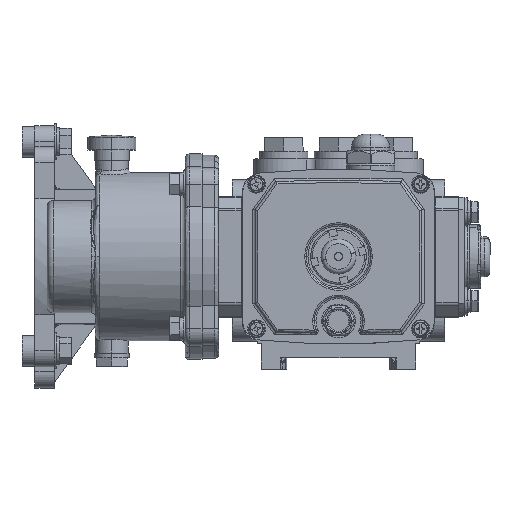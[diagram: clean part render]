
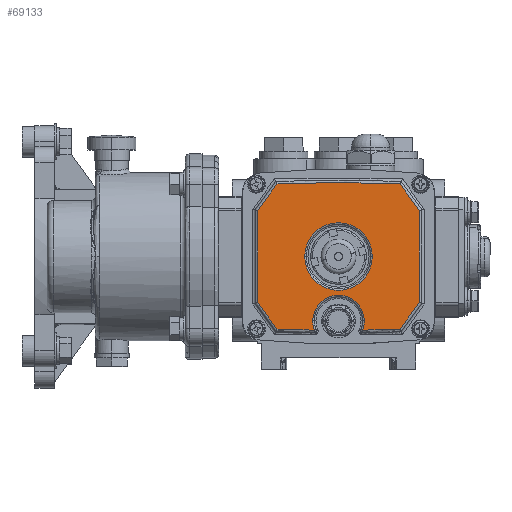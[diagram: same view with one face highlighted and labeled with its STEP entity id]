
A CAD part, top view. The second image highlights one B-rep face of the part: STEP entity #69133.
In plain terms, the highlighted planar face has unit normal (0, 0, 1).
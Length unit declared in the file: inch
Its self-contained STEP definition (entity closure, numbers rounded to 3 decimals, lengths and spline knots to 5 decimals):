
#4243 = AXIS2_PLACEMENT_3D ( 'NONE', #29102, #106826, #40312 ) ;
#4651 = CARTESIAN_POINT ( 'NONE',  ( 0., -53.94995, 9.59646 ) ) ;
#4990 = CARTESIAN_POINT ( 'NONE',  ( 28.07159, -33.78585, 9.59646 ) ) ;
#7372 = CARTESIAN_POINT ( 'NONE',  ( -1.97835, 0.2946, 9.59646 ) ) ;
#8071 = CARTESIAN_POINT ( 'NONE',  ( 0.62992, -0.15748, 9.59646 ) ) ;
#9221 = CIRCLE ( 'NONE', #93290, 57.16938 ) ;
#9366 = LINE ( 'NONE', #78932, #124056 ) ;
#12398 = AXIS2_PLACEMENT_3D ( 'NONE', #4651, #82268, #15837 ) ;
#12924 = EDGE_CURVE ( 'NONE', #117405, #19674, #9366, .T. ) ;
#13161 = EDGE_LOOP ( 'NONE', ( #73000, #66891, #125040, #108358, #37385, #93662, #18692, #69466, #140709, #106800, #58160, #55143 ) ) ;
#15489 = ORIENTED_EDGE ( 'NONE', *, *, #118450, .T. ) ;
#15837 = DIRECTION ( 'NONE',  ( -1., 0., 0. ) ) ;
#17558 = CARTESIAN_POINT ( 'NONE',  ( -0.62992, -0.15748, 9.59646 ) ) ;
#18692 = ORIENTED_EDGE ( 'NONE', *, *, #42828, .T. ) ;
#18715 = LINE ( 'NONE', #96555, #133409 ) ;
#19674 = VERTEX_POINT ( 'NONE', #120870 ) ;
#19987 = DIRECTION ( 'NONE',  ( 0., 0., -1. ) ) ;
#21193 = VERTEX_POINT ( 'NONE', #133029 ) ;
#21408 = VERTEX_POINT ( 'NONE', #8071 ) ;
#21481 = AXIS2_PLACEMENT_3D ( 'NONE', #86451, #19987, #97713 ) ;
#29102 = CARTESIAN_POINT ( 'NONE',  ( 0., 1.41732, 9.59646 ) ) ;
#29606 = VERTEX_POINT ( 'NONE', #54776 ) ;
#29972 = DIRECTION ( 'NONE',  ( 0.583, -0.812, 0. ) ) ;
#30549 = CIRCLE ( 'NONE', #21481, 0.62992 ) ;
#30849 = CIRCLE ( 'NONE', #88165, 0.82677 ) ;
#30928 = CARTESIAN_POINT ( 'NONE',  ( 1.97835, -53.94995, 9.59646 ) ) ;
#33488 = CARTESIAN_POINT ( 'NONE',  ( -0.58865, -0.38174, 9.59646 ) ) ;
#34260 = EDGE_CURVE ( 'NONE', #115609, #131600, #18715, .T. ) ;
#34581 = ORIENTED_EDGE ( 'NONE', *, *, #126892, .T. ) ;
#35414 = EDGE_CURVE ( 'NONE', #59222, #21408, #30549, .T. ) ;
#37385 = ORIENTED_EDGE ( 'NONE', *, *, #127298, .T. ) ;
#38243 = CARTESIAN_POINT ( 'NONE',  ( 0., -53.94995, 9.59646 ) ) ;
#39374 = EDGE_CURVE ( 'NONE', #60249, #117405, #113841, .T. ) ;
#40312 = DIRECTION ( 'NONE',  ( -1., 0., 0. ) ) ;
#42104 = DIRECTION ( 'NONE',  ( 0., 1., 0. ) ) ;
#42609 = DIRECTION ( 'NONE',  ( 0., 0., -1. ) ) ;
#42828 = EDGE_CURVE ( 'NONE', #21193, #139253, #49469, .T. ) ;
#44181 = VERTEX_POINT ( 'NONE', #65169 ) ;
#44552 = DIRECTION ( 'NONE',  ( 0., -1., 0. ) ) ;
#45746 = DIRECTION ( 'NONE',  ( 0., 0., -1. ) ) ;
#45917 = DIRECTION ( 'NONE',  ( -0.583, -0.812, 0. ) ) ;
#46668 = CARTESIAN_POINT ( 'NONE',  ( -24.39763, -36.4249, 9.59646 ) ) ;
#46784 = EDGE_CURVE ( 'NONE', #44181, #21193, #55305, .T. ) ;
#48287 = PLANE ( 'NONE',  #12398 ) ;
#49389 = DIRECTION ( 'NONE',  ( -1., 0., 0. ) ) ;
#49469 = LINE ( 'NONE', #30928, #105110 ) ;
#49561 = DIRECTION ( 'NONE',  ( -0.583, 0.812, 0. ) ) ;
#50607 = CIRCLE ( 'NONE', #96473, 0.62992 ) ;
#51009 = EDGE_LOOP ( 'NONE', ( #15489, #34581 ) ) ;
#52221 = CARTESIAN_POINT ( 'NONE',  ( 0., 56.7846, 9.59646 ) ) ;
#54776 = CARTESIAN_POINT ( 'NONE',  ( -0.82677, 1.41732, 9.59646 ) ) ;
#54797 = CARTESIAN_POINT ( 'NONE',  ( 1.97835, 2.54004, 9.59646 ) ) ;
#55143 = ORIENTED_EDGE ( 'NONE', *, *, #34260, .T. ) ;
#55305 = LINE ( 'NONE', #46668, #81377 ) ;
#58160 = ORIENTED_EDGE ( 'NONE', *, *, #102003, .T. ) ;
#58508 = DIRECTION ( 'NONE',  ( 0., 0., 1. ) ) ;
#59222 = VERTEX_POINT ( 'NONE', #17558 ) ;
#59352 = DIRECTION ( 'NONE',  ( 0., 0., -1. ) ) ;
#60249 = VERTEX_POINT ( 'NONE', #118688 ) ;
#61035 = LINE ( 'NONE', #133407, #87088 ) ;
#63375 = DIRECTION ( 'NONE',  ( -1., 0., 0. ) ) ;
#65007 = VECTOR ( 'NONE', #49561, 39.37008 ) ;
#65169 = CARTESIAN_POINT ( 'NONE',  ( 1.50457, -0.36497, 9.59646 ) ) ;
#66891 = ORIENTED_EDGE ( 'NONE', *, *, #133170, .T. ) ;
#67553 = EDGE_CURVE ( 'NONE', #21408, #136660, #85305, .T. ) ;
#67617 = CARTESIAN_POINT ( 'NONE',  ( 0.58865, -0.38174, 9.59646 ) ) ;
#67784 = AXIS2_PLACEMENT_3D ( 'NONE', #52221, #129933, #63375 ) ;
#69133 = ADVANCED_FACE ( 'NONE', ( #82956, #112622 ), #48287, .F. ) ;
#69466 = ORIENTED_EDGE ( 'NONE', *, *, #71283, .T. ) ;
#69807 = VERTEX_POINT ( 'NONE', #33488 ) ;
#71283 = EDGE_CURVE ( 'NONE', #139253, #60249, #94644, .T. ) ;
#73000 = ORIENTED_EDGE ( 'NONE', *, *, #123750, .T. ) ;
#78932 = CARTESIAN_POINT ( 'NONE',  ( -28.07159, -33.78585, 9.59646 ) ) ;
#81377 = VECTOR ( 'NONE', #135508, 39.37008 ) ;
#82268 = DIRECTION ( 'NONE',  ( 0., 0., -1. ) ) ;
#82956 = FACE_BOUND ( 'NONE', #51009, .T. ) ;
#85305 = CIRCLE ( 'NONE', #126582, 0.62992 ) ;
#86451 = CARTESIAN_POINT ( 'NONE',  ( 0., -0.15748, 9.59646 ) ) ;
#87088 = VECTOR ( 'NONE', #44552, 39.37008 ) ;
#88165 = AXIS2_PLACEMENT_3D ( 'NONE', #109175, #42609, #120358 ) ;
#93290 = AXIS2_PLACEMENT_3D ( 'NONE', #125104, #58508, #136163 ) ;
#93530 = CIRCLE ( 'NONE', #67784, 57.16938 ) ;
#93662 = ORIENTED_EDGE ( 'NONE', *, *, #46784, .T. ) ;
#94644 = LINE ( 'NONE', #4990, #65007 ) ;
#96473 = AXIS2_PLACEMENT_3D ( 'NONE', #125952, #59352, #137001 ) ;
#96555 = CARTESIAN_POINT ( 'NONE',  ( 24.39763, -36.4249, 9.59646 ) ) ;
#97713 = DIRECTION ( 'NONE',  ( -1., 0., 0. ) ) ;
#99786 = CARTESIAN_POINT ( 'NONE',  ( -1.50457, 3.19962, 9.59646 ) ) ;
#102003 = EDGE_CURVE ( 'NONE', #19674, #115609, #61035, .T. ) ;
#102221 = AXIS2_PLACEMENT_3D ( 'NONE', #38243, #116003, #49389 ) ;
#105110 = VECTOR ( 'NONE', #42104, 39.37008 ) ;
#106800 = ORIENTED_EDGE ( 'NONE', *, *, #12924, .T. ) ;
#106826 = DIRECTION ( 'NONE',  ( 0., 0., -1. ) ) ;
#107587 = VERTEX_POINT ( 'NONE', #124749 ) ;
#108358 = ORIENTED_EDGE ( 'NONE', *, *, #67553, .T. ) ;
#109175 = CARTESIAN_POINT ( 'NONE',  ( 0., 1.41732, 9.59646 ) ) ;
#112328 = CARTESIAN_POINT ( 'NONE',  ( 0., -0.15748, 9.59646 ) ) ;
#112622 = FACE_OUTER_BOUND ( 'NONE', #13161, .T. ) ;
#113841 = CIRCLE ( 'NONE', #102221, 57.16938 ) ;
#115609 = VERTEX_POINT ( 'NONE', #7372 ) ;
#116003 = DIRECTION ( 'NONE',  ( 0., 0., 1. ) ) ;
#117405 = VERTEX_POINT ( 'NONE', #99786 ) ;
#118450 = EDGE_CURVE ( 'NONE', #29606, #107587, #134887, .T. ) ;
#118688 = CARTESIAN_POINT ( 'NONE',  ( 1.50457, 3.19962, 9.59646 ) ) ;
#120358 = DIRECTION ( 'NONE',  ( -1., 0., 0. ) ) ;
#120870 = CARTESIAN_POINT ( 'NONE',  ( -1.97835, 2.54004, 9.59646 ) ) ;
#123501 = DIRECTION ( 'NONE',  ( -1., 0., 0. ) ) ;
#123750 = EDGE_CURVE ( 'NONE', #131600, #69807, #9221, .T. ) ;
#124056 = VECTOR ( 'NONE', #45917, 39.37008 ) ;
#124749 = CARTESIAN_POINT ( 'NONE',  ( 0.82677, 1.41732, 9.59646 ) ) ;
#125040 = ORIENTED_EDGE ( 'NONE', *, *, #35414, .T. ) ;
#125104 = CARTESIAN_POINT ( 'NONE',  ( 0., 56.7846, 9.59646 ) ) ;
#125952 = CARTESIAN_POINT ( 'NONE',  ( 0., -0.15748, 9.59646 ) ) ;
#126582 = AXIS2_PLACEMENT_3D ( 'NONE', #112328, #45746, #123501 ) ;
#126892 = EDGE_CURVE ( 'NONE', #107587, #29606, #30849, .T. ) ;
#127298 = EDGE_CURVE ( 'NONE', #136660, #44181, #93530, .T. ) ;
#129933 = DIRECTION ( 'NONE',  ( 0., 0., 1. ) ) ;
#131600 = VERTEX_POINT ( 'NONE', #132229 ) ;
#132229 = CARTESIAN_POINT ( 'NONE',  ( -1.50457, -0.36497, 9.59646 ) ) ;
#133029 = CARTESIAN_POINT ( 'NONE',  ( 1.97835, 0.2946, 9.59646 ) ) ;
#133170 = EDGE_CURVE ( 'NONE', #69807, #59222, #50607, .T. ) ;
#133407 = CARTESIAN_POINT ( 'NONE',  ( -1.97835, -53.94995, 9.59646 ) ) ;
#133409 = VECTOR ( 'NONE', #29972, 39.37008 ) ;
#134887 = CIRCLE ( 'NONE', #4243, 0.82677 ) ;
#135508 = DIRECTION ( 'NONE',  ( 0.583, 0.812, 0. ) ) ;
#136163 = DIRECTION ( 'NONE',  ( -1., 0., 0. ) ) ;
#136660 = VERTEX_POINT ( 'NONE', #67617 ) ;
#137001 = DIRECTION ( 'NONE',  ( -1., 0., 0. ) ) ;
#139253 = VERTEX_POINT ( 'NONE', #54797 ) ;
#140709 = ORIENTED_EDGE ( 'NONE', *, *, #39374, .T. ) ;
